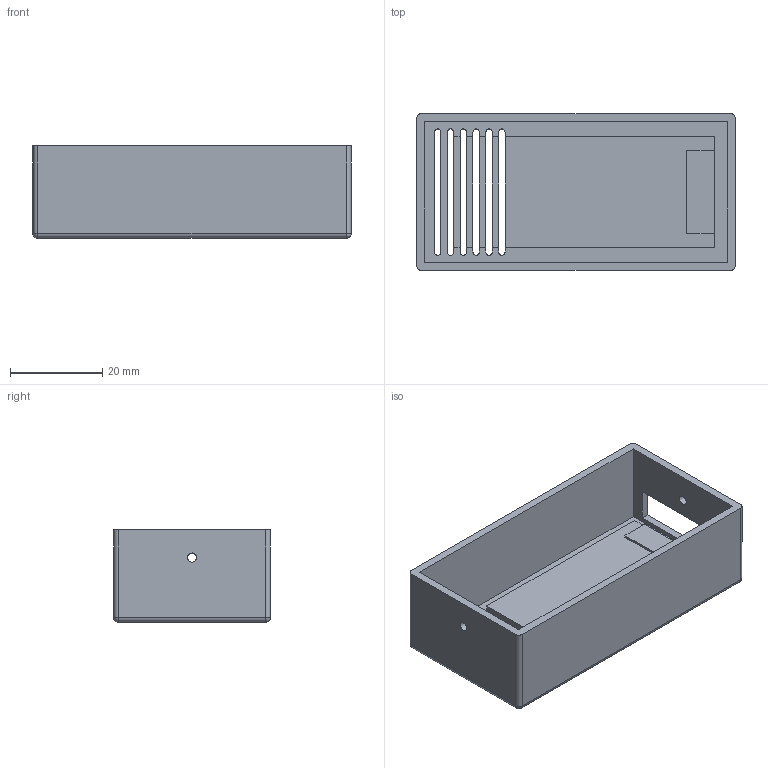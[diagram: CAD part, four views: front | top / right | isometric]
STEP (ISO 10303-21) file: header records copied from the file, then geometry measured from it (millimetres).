
FILE_DESCRIPTION(('FreeCAD Model'),'2;1');
FILE_NAME('Open CASCADE Shape Model','2025-04-24T07:07:56',(''),(''), 'Open CASCADE STEP processor 7.6','FreeCAD','Unknown');
FILE_SCHEMA(('AUTOMOTIVE_DESIGN { 1 0 10303 214 1 1 1 1 }'));
Length unit declared in the file: millimetre
Products named in the file (1): Top
Bounding box: 69 x 34 x 20 mm (x, y, z)
Volume: 12636.3 mm3; surface area: 12850.8 mm2
Topology: 1 solids, 1 shells, 74 faces, 215 edges, 136 vertices
Faces by surface type: plane 48, cylinder 22, sphere 4
Full cylindrical faces by diameter (mm): 2 x2
Entity records: 2445 total; most frequent: CARTESIAN_POINT 422, ORIENTED_EDGE 422, DIRECTION 405, EDGE_CURVE 211, LINE 167, VECTOR 167, VERTEX_POINT 136, AXIS2_PLACEMENT_3D 119
